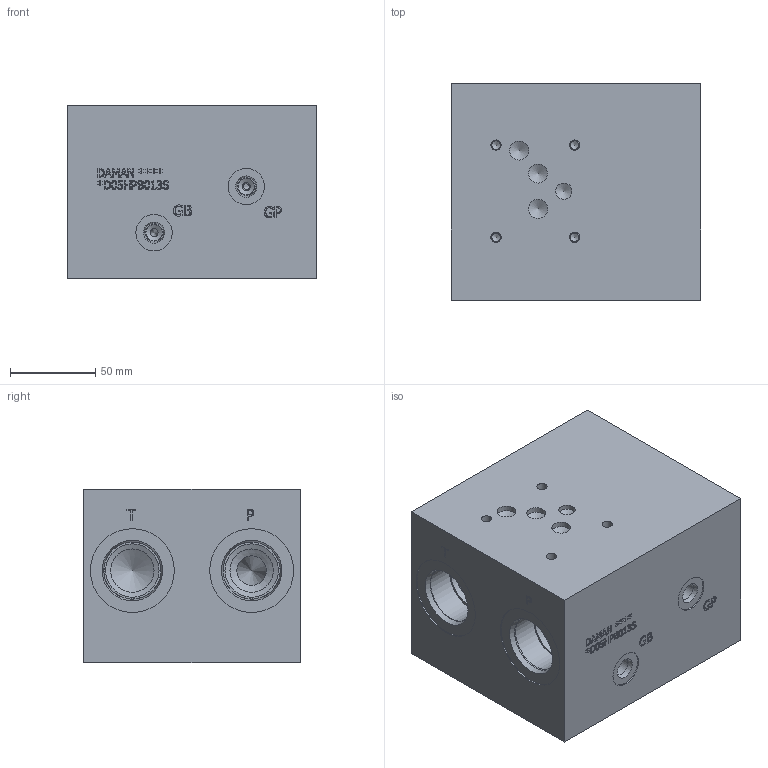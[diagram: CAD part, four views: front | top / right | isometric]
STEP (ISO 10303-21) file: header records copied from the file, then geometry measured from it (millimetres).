
FILE_DESCRIPTION(/* description */ (''),/* implementation_level */ '2;1');
FILE_NAME(/* name */ '_D05HPB013S.stp',/* time_stamp */ '2021-01-28T15:51:19-05:00',/* author */ ('alexanderw'),/* organization */ (''),/* preprocessor_version */ 'ST-DEVELOPER v17',/* originating_system */ 'Autodesk Inventor 2019',/* authorisation */ '');
FILE_SCHEMA (('AUTOMOTIVE_DESIGN { 1 0 10303 214 3 1 1 }'));
Length unit declared in the file: millimetre
Products named in the file (1): Part_AD05HPB013S_3D
Bounding box: 146.05 x 127 x 101.6 mm (x, y, z)
Volume: 1642692.3 mm3; surface area: 127083.7 mm2
Topology: 1 solids, 1 shells, 771 faces, 2089 edges, 1401 vertices
Faces by surface type: plane 414, bspline 213, cylinder 78, cone 66
Full cylindrical faces by diameter (mm): 5.004 x4, 5.994 x4, 7.925 x4, 9.525 x8, 9.881 x3, 11.125 x6, 12.395 x2, 21.285 x3, 22.225 x2, 24.917 x2, 25.4 x4, 26.99 x1, 27 x1, 27.432 x2, 28.575 x2, 31.267 x6, 33.34 x2, 33.35 x4, 33.757 x6, 35.509 x4, 42.037 x2, 49.124 x6
Entity records: 26014 total; most frequent: CARTESIAN_POINT 7203, ORIENTED_EDGE 4136, DIRECTION 3033, EDGE_CURVE 2068, VERTEX_POINT 1401, LINE 1345, VECTOR 1345, EDGE_LOOP 879
